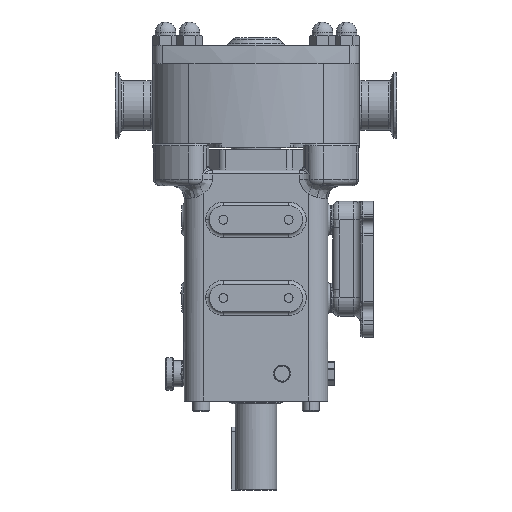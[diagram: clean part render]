
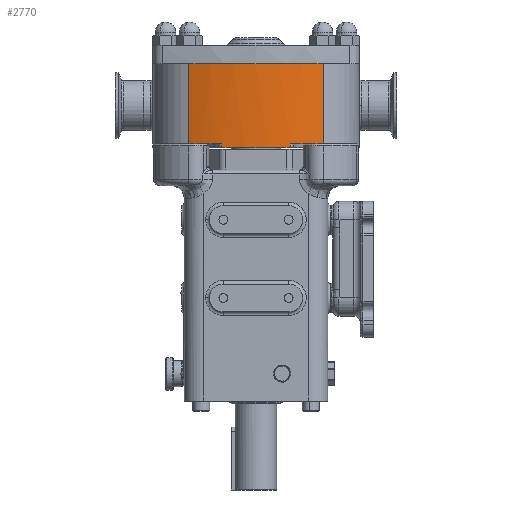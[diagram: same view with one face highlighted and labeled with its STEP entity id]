
A CAD part, left-side view. The second image highlights one B-rep face of the part: STEP entity #2770.
In plain terms, the highlighted cylindrical face has radius 160 mm (diameter 320 mm), a partial arc.
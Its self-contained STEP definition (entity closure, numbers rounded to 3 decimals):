
#79 = EDGE_CURVE ( 'NONE', #12793, #26853, #1434, .T. ) ;
#302 = AXIS2_PLACEMENT_3D ( 'NONE', #14607, #18856, #10064 ) ;
#660 = VERTEX_POINT ( 'NONE', #28465 ) ;
#1420 = DIRECTION ( 'NONE',  ( 0., 0., 1. ) ) ;
#1434 = CIRCLE ( 'NONE', #20742, 160. ) ;
#2125 = VECTOR ( 'NONE', #2244, 1000. ) ;
#2190 = EDGE_CURVE ( 'NONE', #18964, #2898, #9960, .T. ) ;
#2244 = DIRECTION ( 'NONE',  ( 0., 0., 1. ) ) ;
#2406 = VERTEX_POINT ( 'NONE', #24952 ) ;
#2500 = FACE_OUTER_BOUND ( 'NONE', #23412, .T. ) ;
#2502 = CARTESIAN_POINT ( 'NONE',  ( -107.85, -26.143, -32.5 ) ) ;
#2675 = VECTOR ( 'NONE', #21914, 1000. ) ;
#2770 = ADVANCED_FACE ( 'NONE', ( #2500 ), #28045, .T. ) ;
#2794 = DIRECTION ( 'NONE',  ( 0., 0., 1. ) ) ;
#2898 = VERTEX_POINT ( 'NONE', #28768 ) ;
#3040 = CIRCLE ( 'NONE', #6918, 160. ) ;
#3051 = LINE ( 'NONE', #21481, #2675 ) ;
#3327 = DIRECTION ( 'NONE',  ( 0., -1., 0. ) ) ;
#3787 = EDGE_CURVE ( 'NONE', #660, #2406, #6076, .T. ) ;
#4237 = CARTESIAN_POINT ( 'NONE',  ( -102.502, -48.406, -29.5 ) ) ;
#4284 = CARTESIAN_POINT ( 'NONE',  ( 50., 0., 32. ) ) ;
#4965 = ORIENTED_EDGE ( 'NONE', *, *, #11453, .F. ) ;
#5077 = ORIENTED_EDGE ( 'NONE', *, *, #8263, .T. ) ;
#5268 = CARTESIAN_POINT ( 'NONE',  ( -107.85, -26.143, -29.5 ) ) ;
#5480 = EDGE_CURVE ( 'NONE', #21703, #27731, #7381, .T. ) ;
#5792 = AXIS2_PLACEMENT_3D ( 'NONE', #11685, #2794, #16242 ) ;
#6076 = CIRCLE ( 'NONE', #15223, 160. ) ;
#6217 = VERTEX_POINT ( 'NONE', #2502 ) ;
#6406 = ORIENTED_EDGE ( 'NONE', *, *, #19337, .F. ) ;
#6866 = ORIENTED_EDGE ( 'NONE', *, *, #79, .F. ) ;
#6918 = AXIS2_PLACEMENT_3D ( 'NONE', #29170, #26762, #3327 ) ;
#7370 = LINE ( 'NONE', #25668, #2125 ) ;
#7381 = CIRCLE ( 'NONE', #27215, 160. ) ;
#8104 = EDGE_CURVE ( 'NONE', #24607, #12793, #18957, .T. ) ;
#8121 = ORIENTED_EDGE ( 'NONE', *, *, #13729, .F. ) ;
#8263 = EDGE_CURVE ( 'NONE', #2406, #18964, #3040, .T. ) ;
#9960 = LINE ( 'NONE', #26164, #10535 ) ;
#10064 = DIRECTION ( 'NONE',  ( 0., -1., 0. ) ) ;
#10535 = VECTOR ( 'NONE', #14790, 1000. ) ;
#11391 = ORIENTED_EDGE ( 'NONE', *, *, #20748, .T. ) ;
#11453 = EDGE_CURVE ( 'NONE', #660, #24607, #3051, .T. ) ;
#11685 = CARTESIAN_POINT ( 'NONE',  ( 50., 0., -103.429 ) ) ;
#11892 = CARTESIAN_POINT ( 'NONE',  ( -101.314, -52., -29.5 ) ) ;
#12215 = DIRECTION ( 'NONE',  ( 0., 0., 1. ) ) ;
#12387 = DIRECTION ( 'NONE',  ( 0., 1., 0. ) ) ;
#12793 = VERTEX_POINT ( 'NONE', #16646 ) ;
#12883 = VECTOR ( 'NONE', #19245, 1000. ) ;
#12979 = DIRECTION ( 'NONE',  ( 0., 0., -1. ) ) ;
#13651 = ORIENTED_EDGE ( 'NONE', *, *, #8104, .F. ) ;
#13729 = EDGE_CURVE ( 'NONE', #6217, #2898, #23980, .T. ) ;
#13820 = VERTEX_POINT ( 'NONE', #11892 ) ;
#13917 = DIRECTION ( 'NONE',  ( 0., 1., 0. ) ) ;
#14064 = CIRCLE ( 'NONE', #18422, 160. ) ;
#14607 = CARTESIAN_POINT ( 'NONE',  ( 50., 0., -32.5 ) ) ;
#14783 = CARTESIAN_POINT ( 'NONE',  ( -101.314, -52., 32. ) ) ;
#14790 = DIRECTION ( 'NONE',  ( 0., 0., -1. ) ) ;
#15145 = LINE ( 'NONE', #24384, #12883 ) ;
#15223 = AXIS2_PLACEMENT_3D ( 'NONE', #24863, #1420, #17600 ) ;
#15525 = ORIENTED_EDGE ( 'NONE', *, *, #5480, .F. ) ;
#15657 = CARTESIAN_POINT ( 'NONE',  ( 50., 0., 32. ) ) ;
#15810 = DIRECTION ( 'NONE',  ( 0., 1., 0. ) ) ;
#16242 = DIRECTION ( 'NONE',  ( 0., 1., 0. ) ) ;
#16646 = CARTESIAN_POINT ( 'NONE',  ( -110., 0., 32. ) ) ;
#17600 = DIRECTION ( 'NONE',  ( 0., -1., 0. ) ) ;
#18422 = AXIS2_PLACEMENT_3D ( 'NONE', #28598, #12979, #12387 ) ;
#18856 = DIRECTION ( 'NONE',  ( 0., 0., -1. ) ) ;
#18957 = CIRCLE ( 'NONE', #23795, 160. ) ;
#18964 = VERTEX_POINT ( 'NONE', #22248 ) ;
#19245 = DIRECTION ( 'NONE',  ( 0., 0., 1. ) ) ;
#19337 = EDGE_CURVE ( 'NONE', #13820, #21703, #14064, .T. ) ;
#19627 = CARTESIAN_POINT ( 'NONE',  ( -101.314, 52., 32. ) ) ;
#19892 = ORIENTED_EDGE ( 'NONE', *, *, #3787, .T. ) ;
#20742 = AXIS2_PLACEMENT_3D ( 'NONE', #15657, #29589, #15810 ) ;
#20748 = EDGE_CURVE ( 'NONE', #6217, #27731, #7370, .T. ) ;
#20879 = CARTESIAN_POINT ( 'NONE',  ( 50., 0., -29.5 ) ) ;
#21237 = ORIENTED_EDGE ( 'NONE', *, *, #29541, .T. ) ;
#21481 = CARTESIAN_POINT ( 'NONE',  ( -101.314, 52., -103.429 ) ) ;
#21703 = VERTEX_POINT ( 'NONE', #4237 ) ;
#21914 = DIRECTION ( 'NONE',  ( 0., 0., 1. ) ) ;
#22248 = CARTESIAN_POINT ( 'NONE',  ( -107.85, 26.143, -29.5 ) ) ;
#22869 = ORIENTED_EDGE ( 'NONE', *, *, #2190, .T. ) ;
#23412 = EDGE_LOOP ( 'NONE', ( #8121, #11391, #15525, #6406, #21237, #6866, #13651, #4965, #19892, #5077, #22869 ) ) ;
#23795 = AXIS2_PLACEMENT_3D ( 'NONE', #4284, #12215, #28423 ) ;
#23980 = CIRCLE ( 'NONE', #302, 160. ) ;
#24384 = CARTESIAN_POINT ( 'NONE',  ( -101.314, -52., -103.429 ) ) ;
#24607 = VERTEX_POINT ( 'NONE', #19627 ) ;
#24863 = CARTESIAN_POINT ( 'NONE',  ( 50., 0., -29.5 ) ) ;
#24952 = CARTESIAN_POINT ( 'NONE',  ( -102.502, 48.406, -29.5 ) ) ;
#25668 = CARTESIAN_POINT ( 'NONE',  ( -107.85, -26.143, -103.429 ) ) ;
#26164 = CARTESIAN_POINT ( 'NONE',  ( -107.85, 26.143, -103.429 ) ) ;
#26762 = DIRECTION ( 'NONE',  ( 0., 0., 1. ) ) ;
#26853 = VERTEX_POINT ( 'NONE', #14783 ) ;
#27215 = AXIS2_PLACEMENT_3D ( 'NONE', #20879, #29821, #13917 ) ;
#27731 = VERTEX_POINT ( 'NONE', #5268 ) ;
#28045 = CYLINDRICAL_SURFACE ( 'NONE', #5792, 160. ) ;
#28423 = DIRECTION ( 'NONE',  ( 0., 1., 0. ) ) ;
#28465 = CARTESIAN_POINT ( 'NONE',  ( -101.314, 52., -29.5 ) ) ;
#28598 = CARTESIAN_POINT ( 'NONE',  ( 50., 0., -29.5 ) ) ;
#28768 = CARTESIAN_POINT ( 'NONE',  ( -107.85, 26.143, -32.5 ) ) ;
#29170 = CARTESIAN_POINT ( 'NONE',  ( 50., 0., -29.5 ) ) ;
#29541 = EDGE_CURVE ( 'NONE', #13820, #26853, #15145, .T. ) ;
#29589 = DIRECTION ( 'NONE',  ( 0., 0., 1. ) ) ;
#29821 = DIRECTION ( 'NONE',  ( 0., 0., -1. ) ) ;
